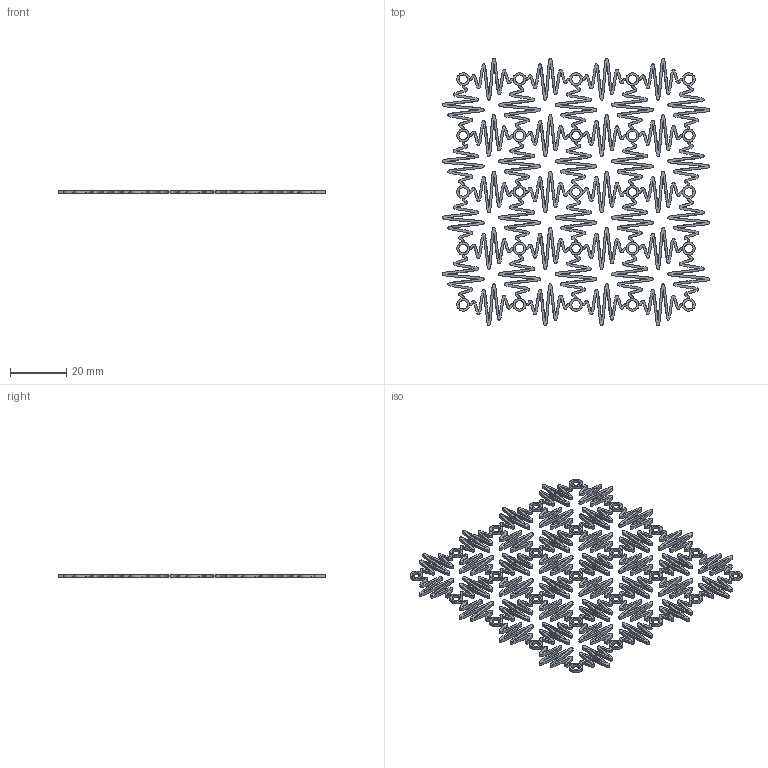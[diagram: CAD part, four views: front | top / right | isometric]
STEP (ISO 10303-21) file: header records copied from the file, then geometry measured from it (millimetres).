
FILE_DESCRIPTION(('STEP AP242'), '1');
FILE_NAME('Òêàíü-2DOFX-SQ', '', ('UNSPECIFIED'), ('UNSPECIFIED'), 'C3D Converter', 'C3D Toolkit', '');
FILE_SCHEMA(('AP242_MANAGED_MODEL_BASED_3D_ENGINEERING_MIM_LF { 1 0 10303 442 1 1 4 }'));
Length unit declared in the file: millimetre
Assembly tree (40 placements, depth 2):
  (unnamed)
    (unnamed)  x40
Bounding box: 94.86 x 94.86 x 1 mm (x, y, z)
Volume: 3015.5 mm3; surface area: 12939.2 mm2
Topology: 40 solids, 40 shells, 880 faces, 2480 edges, 1760 vertices
Faces by surface type: extrusion 480, plane 240, cylinder 160
Full cylindrical faces by diameter (mm): 3 x80
Entity records: 6528 total; most frequent: CARTESIAN_POINT 4935, DIRECTION 156, ORIENTED_EDGE 116, DATE_AND_TIME 84, CALENDAR_DATE 84, LOCAL_TIME 84, COORDINATED_UNIVERSAL_TIME_OFFSET 84, AXIS2_PLACEMENT_3D 59
